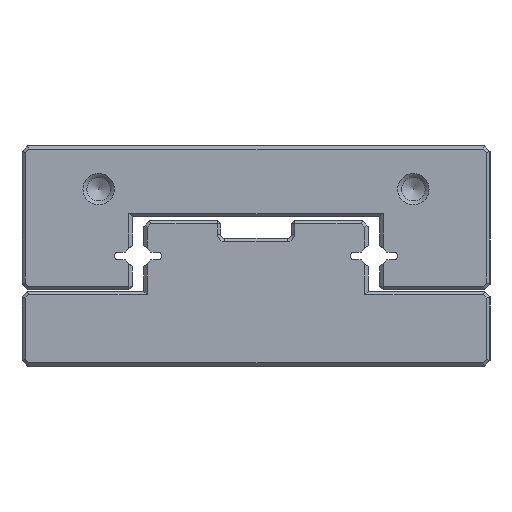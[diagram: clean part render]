
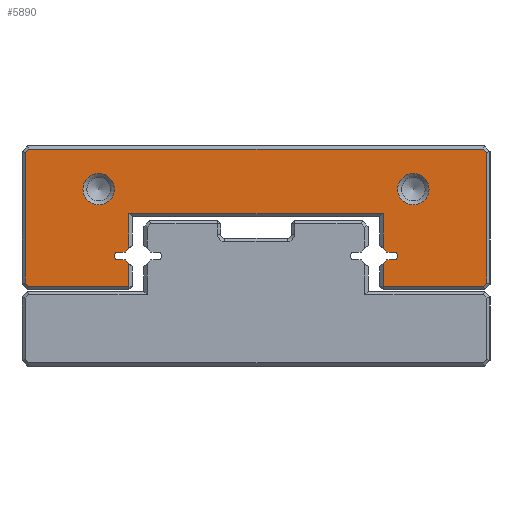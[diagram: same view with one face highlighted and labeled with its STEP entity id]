
A CAD part, left-side view. The second image highlights one B-rep face of the part: STEP entity #5890.
In plain terms, the highlighted planar face has unit normal (-1, 0, 0).
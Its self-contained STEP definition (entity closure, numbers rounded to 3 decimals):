
#5039=FACE_BOUND('',#8983,.T.);
#5040=FACE_BOUND('',#8984,.T.);
#5041=FACE_BOUND('',#8985,.T.);
#5483=CIRCLE('',#24337,0.5);
#5498=CIRCLE('',#24360,0.5);
#5502=CIRCLE('',#24370,2.);
#5503=CIRCLE('',#24371,2.);
#5890=ADVANCED_FACE('',(#5039,#5040,#5041),#6976,.T.);
#6976=PLANE('',#24372);
#8983=EDGE_LOOP('',(#11650,#11651,#11652,#11653,#11654,#11655,#11656,#11657,
#11658,#11659,#11660,#11661,#11662,#11663,#11664,#11665,#11666,#11667,#11668,
#11669,#11670,#11671,#11672,#11673));
#8984=EDGE_LOOP('',(#11674));
#8985=EDGE_LOOP('',(#11675));
#11650=ORIENTED_EDGE('',*,*,#18238,.F.);
#11651=ORIENTED_EDGE('',*,*,#18277,.T.);
#11652=ORIENTED_EDGE('',*,*,#18278,.T.);
#11653=ORIENTED_EDGE('',*,*,#18279,.T.);
#11654=ORIENTED_EDGE('',*,*,#18211,.F.);
#11655=ORIENTED_EDGE('',*,*,#18205,.F.);
#11656=ORIENTED_EDGE('',*,*,#18202,.F.);
#11657=ORIENTED_EDGE('',*,*,#18199,.F.);
#11658=ORIENTED_EDGE('',*,*,#18197,.F.);
#11659=ORIENTED_EDGE('',*,*,#18280,.T.);
#11660=ORIENTED_EDGE('',*,*,#18281,.T.);
#11661=ORIENTED_EDGE('',*,*,#18282,.T.);
#11662=ORIENTED_EDGE('',*,*,#18283,.T.);
#11663=ORIENTED_EDGE('',*,*,#18284,.T.);
#11664=ORIENTED_EDGE('',*,*,#18285,.T.);
#11665=ORIENTED_EDGE('',*,*,#18286,.T.);
#11666=ORIENTED_EDGE('',*,*,#18287,.T.);
#11667=ORIENTED_EDGE('',*,*,#18288,.T.);
#11668=ORIENTED_EDGE('',*,*,#18289,.T.);
#11669=ORIENTED_EDGE('',*,*,#18290,.T.);
#11670=ORIENTED_EDGE('',*,*,#18252,.F.);
#11671=ORIENTED_EDGE('',*,*,#18246,.F.);
#11672=ORIENTED_EDGE('',*,*,#18243,.F.);
#11673=ORIENTED_EDGE('',*,*,#18240,.F.);
#11674=ORIENTED_EDGE('',*,*,#18291,.T.);
#11675=ORIENTED_EDGE('',*,*,#18292,.T.);
#16205=VERTEX_POINT('',#32345);
#16206=VERTEX_POINT('',#32347);
#16207=VERTEX_POINT('',#32351);
#16209=VERTEX_POINT('',#32357);
#16211=VERTEX_POINT('',#32363);
#16216=VERTEX_POINT('',#32375);
#16238=VERTEX_POINT('',#32427);
#16239=VERTEX_POINT('',#32429);
#16240=VERTEX_POINT('',#32433);
#16242=VERTEX_POINT('',#32439);
#16244=VERTEX_POINT('',#32445);
#16249=VERTEX_POINT('',#32457);
#16270=VERTEX_POINT('',#32507);
#16271=VERTEX_POINT('',#32509);
#16272=VERTEX_POINT('',#32512);
#16273=VERTEX_POINT('',#32514);
#16274=VERTEX_POINT('',#32516);
#16275=VERTEX_POINT('',#32518);
#16276=VERTEX_POINT('',#32520);
#16277=VERTEX_POINT('',#32522);
#16278=VERTEX_POINT('',#32524);
#16279=VERTEX_POINT('',#32526);
#16280=VERTEX_POINT('',#32528);
#16281=VERTEX_POINT('',#32530);
#16282=VERTEX_POINT('',#32533);
#16283=VERTEX_POINT('',#32535);
#18197=EDGE_CURVE('',#16205,#16206,#20565,.T.);
#18199=EDGE_CURVE('',#16206,#16207,#20567,.T.);
#18202=EDGE_CURVE('',#16207,#16209,#5483,.T.);
#18205=EDGE_CURVE('',#16209,#16211,#20571,.T.);
#18211=EDGE_CURVE('',#16211,#16216,#20577,.T.);
#18238=EDGE_CURVE('',#16238,#16239,#20591,.T.);
#18240=EDGE_CURVE('',#16239,#16240,#20593,.T.);
#18243=EDGE_CURVE('',#16240,#16242,#5498,.T.);
#18246=EDGE_CURVE('',#16242,#16244,#20597,.T.);
#18252=EDGE_CURVE('',#16244,#16249,#20603,.T.);
#18277=EDGE_CURVE('',#16238,#16270,#20626,.T.);
#18278=EDGE_CURVE('',#16270,#16271,#20627,.T.);
#18279=EDGE_CURVE('',#16271,#16216,#20628,.T.);
#18280=EDGE_CURVE('',#16205,#16272,#20629,.T.);
#18281=EDGE_CURVE('',#16272,#16273,#20630,.T.);
#18282=EDGE_CURVE('',#16273,#16274,#20631,.T.);
#18283=EDGE_CURVE('',#16274,#16275,#20632,.T.);
#18284=EDGE_CURVE('',#16275,#16276,#20633,.T.);
#18285=EDGE_CURVE('',#16276,#16277,#20634,.T.);
#18286=EDGE_CURVE('',#16277,#16278,#20635,.T.);
#18287=EDGE_CURVE('',#16278,#16279,#20636,.T.);
#18288=EDGE_CURVE('',#16279,#16280,#20637,.T.);
#18289=EDGE_CURVE('',#16280,#16281,#20638,.T.);
#18290=EDGE_CURVE('',#16281,#16249,#20639,.T.);
#18291=EDGE_CURVE('',#16282,#16282,#5502,.T.);
#18292=EDGE_CURVE('',#16283,#16283,#5503,.T.);
#20565=LINE('',#32346,#22605);
#20567=LINE('',#32350,#22607);
#20571=LINE('',#32362,#22611);
#20577=LINE('',#32374,#22617);
#20591=LINE('',#32428,#22631);
#20593=LINE('',#32432,#22633);
#20597=LINE('',#32444,#22637);
#20603=LINE('',#32456,#22643);
#20626=LINE('',#32506,#22666);
#20627=LINE('',#32508,#22667);
#20628=LINE('',#32510,#22668);
#20629=LINE('',#32511,#22669);
#20630=LINE('',#32513,#22670);
#20631=LINE('',#32515,#22671);
#20632=LINE('',#32517,#22672);
#20633=LINE('',#32519,#22673);
#20634=LINE('',#32521,#22674);
#20635=LINE('',#32523,#22675);
#20636=LINE('',#32525,#22676);
#20637=LINE('',#32527,#22677);
#20638=LINE('',#32529,#22678);
#20639=LINE('',#32531,#22679);
#22605=VECTOR('',#26729,1.);
#22607=VECTOR('',#26733,1.);
#22611=VECTOR('',#26745,1.);
#22617=VECTOR('',#26753,1.);
#22631=VECTOR('',#26801,1.);
#22633=VECTOR('',#26805,1.);
#22637=VECTOR('',#26817,1.);
#22643=VECTOR('',#26825,1.);
#22666=VECTOR('',#26860,1.);
#22667=VECTOR('',#26861,1.);
#22668=VECTOR('',#26862,1.);
#22669=VECTOR('',#26863,1.);
#22670=VECTOR('',#26864,1.);
#22671=VECTOR('',#26865,1.);
#22672=VECTOR('',#26866,1.);
#22673=VECTOR('',#26867,1.);
#22674=VECTOR('',#26868,1.);
#22675=VECTOR('',#26869,1.);
#22676=VECTOR('',#26870,1.);
#22677=VECTOR('',#26871,1.);
#22678=VECTOR('',#26872,1.);
#22679=VECTOR('',#26873,1.);
#24337=AXIS2_PLACEMENT_3D('',#32356,#26738,#26739);
#24360=AXIS2_PLACEMENT_3D('',#32438,#26810,#26811);
#24370=AXIS2_PLACEMENT_3D('',#32532,#26874,#26875);
#24371=AXIS2_PLACEMENT_3D('',#32534,#26876,#26877);
#24372=AXIS2_PLACEMENT_3D('',#32536,#26878,#26879);
#26729=DIRECTION('',(0.,-0.707,0.707));
#26733=DIRECTION('',(0.,-1.,0.));
#26738=DIRECTION('',(-1.,0.,0.));
#26739=DIRECTION('',(0.,0.,-1.));
#26745=DIRECTION('',(0.,1.,0.));
#26753=DIRECTION('',(0.,0.707,0.707));
#26801=DIRECTION('',(0.,0.707,-0.707));
#26805=DIRECTION('',(0.,1.,0.));
#26810=DIRECTION('',(-1.,0.,0.));
#26811=DIRECTION('',(0.,0.,1.));
#26817=DIRECTION('',(0.,-1.,0.));
#26825=DIRECTION('',(0.,-0.707,-0.707));
#26860=DIRECTION('',(0.,0.,1.));
#26861=DIRECTION('',(0.,-1.,0.));
#26862=DIRECTION('',(0.,0.,-1.));
#26863=DIRECTION('',(0.,0.,-1.));
#26864=DIRECTION('',(0.,-1.,0.));
#26865=DIRECTION('',(0.,-0.707,0.707));
#26866=DIRECTION('',(0.,0.,1.));
#26867=DIRECTION('',(0.,0.707,0.707));
#26868=DIRECTION('',(0.,1.,0.));
#26869=DIRECTION('',(0.,0.707,-0.707));
#26870=DIRECTION('',(0.,0.,-1.));
#26871=DIRECTION('',(0.,-0.707,-0.707));
#26872=DIRECTION('',(0.,-1.,0.));
#26873=DIRECTION('',(0.,0.,1.));
#26874=DIRECTION('',(1.,0.,0.));
#26875=DIRECTION('',(0.,0.,-1.));
#26876=DIRECTION('',(1.,0.,0.));
#26877=DIRECTION('',(0.,0.,-1.));
#26878=DIRECTION('',(-1.,0.,0.));
#26879=DIRECTION('',(0.,0.,-1.));
#32345=CARTESIAN_POINT('',(80.,13.6,13.029));
#32346=CARTESIAN_POINT('',(80.,14.,12.629));
#32347=CARTESIAN_POINT('',(80.,13.129,13.5));
#32350=CARTESIAN_POINT('',(80.,13.129,13.5));
#32351=CARTESIAN_POINT('',(80.,12.25,13.5));
#32356=CARTESIAN_POINT('',(80.,12.25,14.));
#32357=CARTESIAN_POINT('',(80.,12.25,14.5));
#32362=CARTESIAN_POINT('',(80.,12.25,14.5));
#32363=CARTESIAN_POINT('',(80.,13.129,14.5));
#32374=CARTESIAN_POINT('',(80.,13.129,14.5));
#32375=CARTESIAN_POINT('',(80.,13.6,14.971));
#32427=CARTESIAN_POINT('',(80.,45.9,14.971));
#32428=CARTESIAN_POINT('',(80.,45.5,15.371));
#32429=CARTESIAN_POINT('',(80.,46.371,14.5));
#32432=CARTESIAN_POINT('',(80.,46.371,14.5));
#32433=CARTESIAN_POINT('',(80.,47.25,14.5));
#32438=CARTESIAN_POINT('',(80.,47.25,14.));
#32439=CARTESIAN_POINT('',(80.,47.25,13.5));
#32444=CARTESIAN_POINT('',(80.,47.25,13.5));
#32445=CARTESIAN_POINT('',(80.,46.371,13.5));
#32456=CARTESIAN_POINT('',(80.,46.371,13.5));
#32457=CARTESIAN_POINT('',(80.,45.9,13.029));
#32506=CARTESIAN_POINT('',(80.,45.9,19.));
#32507=CARTESIAN_POINT('',(80.,45.9,19.4));
#32508=CARTESIAN_POINT('',(80.,14.,19.4));
#32509=CARTESIAN_POINT('',(80.,13.6,19.4));
#32510=CARTESIAN_POINT('',(80.,13.6,15.371));
#32511=CARTESIAN_POINT('',(80.,13.6,9.7));
#32512=CARTESIAN_POINT('',(80.,13.6,10.1));
#32513=CARTESIAN_POINT('',(80.,0.7,10.1));
#32514=CARTESIAN_POINT('',(80.,0.866,10.1));
#32515=CARTESIAN_POINT('',(80.,4.608,6.358));
#32516=CARTESIAN_POINT('',(80.,0.4,10.566));
#32517=CARTESIAN_POINT('',(80.,0.4,27.3));
#32518=CARTESIAN_POINT('',(80.,0.4,27.134));
#32519=CARTESIAN_POINT('',(80.,-0.242,26.492));
#32520=CARTESIAN_POINT('',(80.,0.866,27.6));
#32521=CARTESIAN_POINT('',(80.,58.8,27.6));
#32522=CARTESIAN_POINT('',(80.,58.634,27.6));
#32523=CARTESIAN_POINT('',(80.,42.242,43.992));
#32524=CARTESIAN_POINT('',(80.,59.1,27.134));
#32525=CARTESIAN_POINT('',(80.,59.1,10.4));
#32526=CARTESIAN_POINT('',(80.,59.1,10.566));
#32527=CARTESIAN_POINT('',(80.,37.392,-11.142));
#32528=CARTESIAN_POINT('',(80.,58.634,10.1));
#32529=CARTESIAN_POINT('',(80.,45.5,10.1));
#32530=CARTESIAN_POINT('',(80.,45.9,10.1));
#32531=CARTESIAN_POINT('',(80.,45.9,12.629));
#32532=CARTESIAN_POINT('',(80.,9.75,22.5));
#32533=CARTESIAN_POINT('',(80.,9.75,20.5));
#32534=CARTESIAN_POINT('',(80.,49.75,22.5));
#32535=CARTESIAN_POINT('',(80.,49.75,20.5));
#32536=CARTESIAN_POINT('',(80.,12.25,14.));
